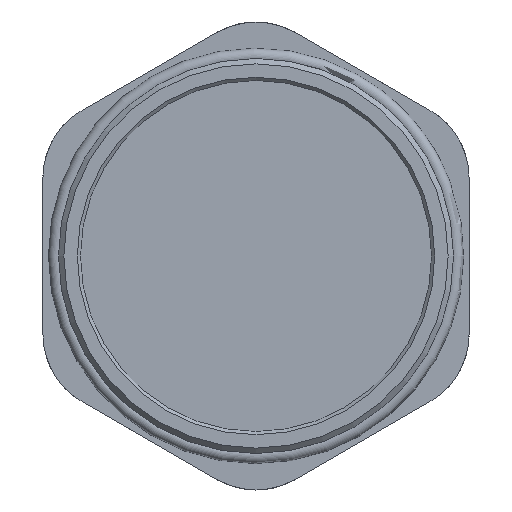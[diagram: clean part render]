
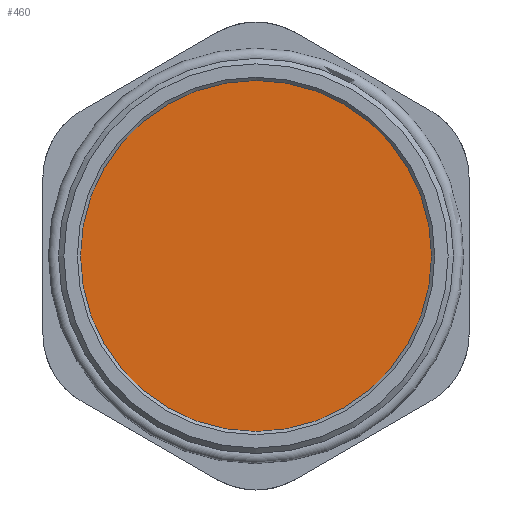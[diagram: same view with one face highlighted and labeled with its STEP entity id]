
A CAD part, front view. The second image highlights one B-rep face of the part: STEP entity #460.
In plain terms, the highlighted planar face has unit normal (0, -1, 0).
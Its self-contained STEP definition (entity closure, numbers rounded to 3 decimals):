
#53=FACE_OUTER_BOUND('',#82,.T.);
#82=EDGE_LOOP('',(#302));
#163=CIRCLE('',#519,28.);
#194=VERTEX_POINT('',#723);
#236=EDGE_CURVE('',#194,#194,#163,.T.);
#302=ORIENTED_EDGE('',*,*,#236,.F.);
#422=PLANE('',#518);
#460=ADVANCED_FACE('',(#53),#422,.F.);
#518=AXIS2_PLACEMENT_3D('',#722,#587,#588);
#519=AXIS2_PLACEMENT_3D('',#724,#589,#590);
#587=DIRECTION('center_axis',(0.,1.,0.));
#588=DIRECTION('ref_axis',(0.,0.,1.));
#589=DIRECTION('center_axis',(0.,1.,0.));
#590=DIRECTION('ref_axis',(1.,0.,0.));
#722=CARTESIAN_POINT('Origin',(-6.028,6.272,0.));
#723=CARTESIAN_POINT('',(-34.028,6.272,0.));
#724=CARTESIAN_POINT('Origin',(-6.028,6.272,0.));
